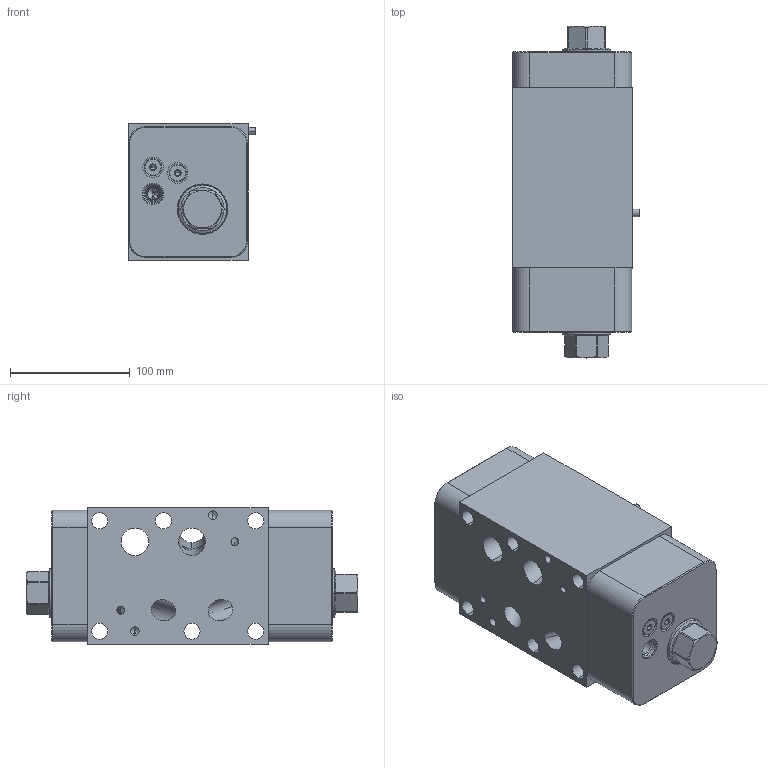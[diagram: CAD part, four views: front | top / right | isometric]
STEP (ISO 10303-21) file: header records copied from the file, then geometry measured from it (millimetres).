
FILE_DESCRIPTION((''),'2;1');
FILE_NAME('U4C_ASM','2019-10-14T',('ProEService'),(''),'PRO/ENGINEER BY PARAMETRIC TECHNOLOGY CORPORATION, 2014200','PRO/ENGINEER BY PARAMETRIC TECHNOLOGY CORPORATION, 2014200','');
FILE_SCHEMA(('CONFIG_CONTROL_DESIGN'));
Length unit declared in the file: inch
Products named in the file (8): 171-833; DKHSXHN; A330-006-004; 811-001-002; 500-001-121; 500-001-114; A330-006-002; U4C_ASM
Assembly tree (14 placements, depth 2):
  U4C_ASM
    171-833
    DKHSXHN  x2
    A330-006-004  x3
    811-001-002
    500-001-121  x4
    500-001-114  x2
    A330-006-002
Bounding box: 106.38 x 277.04 x 114.3 mm (x, y, z)
Volume: 2340118.2 mm3; surface area: 273693.7 mm2
Topology: 24 solids, 24 shells, 986 faces, 2706 edges, 1993 vertices
Faces by surface type: cylinder 386, cone 228, plane 201, torus 100, revolution 64, sphere 7
Entity records: 26579 total; most frequent: CARTESIAN_POINT 9104, DIRECTION 3768, ORIENTED_EDGE 3124, EDGE_CURVE 1562, AXIS2_PLACEMENT_3D 1413, VERTEX_POINT 945, VECTOR 914, LINE 914
